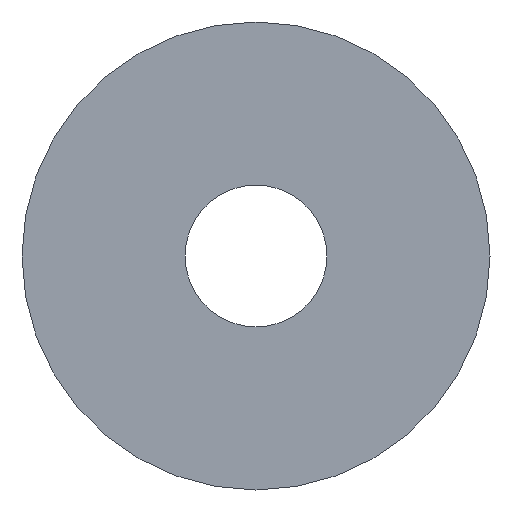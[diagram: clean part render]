
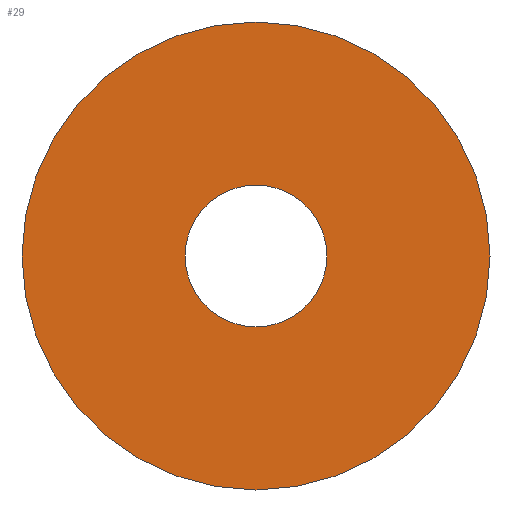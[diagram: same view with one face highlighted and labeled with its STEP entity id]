
A CAD part, left-side view. The second image highlights one B-rep face of the part: STEP entity #29.
In plain terms, the highlighted planar face has unit normal (-1, 0, 0).
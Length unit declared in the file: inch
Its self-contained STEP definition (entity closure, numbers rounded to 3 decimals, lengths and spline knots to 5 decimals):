
#7 = EDGE_CURVE ( 'NONE', #194, #37, #59, .T. ) ;
#15 = CARTESIAN_POINT ( 'NONE',  ( 0., 0., 0. ) ) ;
#22 = AXIS2_PLACEMENT_3D ( 'NONE', #15, #116, #228 ) ;
#29 = ADVANCED_FACE ( 'NONE', ( #163, #209 ), #303, .F. ) ;
#33 = CIRCLE ( 'NONE', #22, 1.51563 ) ;
#34 = VERTEX_POINT ( 'NONE', #253 ) ;
#37 = VERTEX_POINT ( 'NONE', #204 ) ;
#59 = CIRCLE ( 'NONE', #224, 5. ) ;
#67 = ORIENTED_EDGE ( 'NONE', *, *, #205, .T. ) ;
#83 = DIRECTION ( 'NONE',  ( 0., 0., -1. ) ) ;
#86 = EDGE_CURVE ( 'NONE', #34, #280, #33, .T. ) ;
#104 = CARTESIAN_POINT ( 'NONE',  ( 0., 0., 5. ) ) ;
#106 = CARTESIAN_POINT ( 'NONE',  ( 0., 0., -1.51563 ) ) ;
#111 = AXIS2_PLACEMENT_3D ( 'NONE', #259, #141, #83 ) ;
#114 = EDGE_LOOP ( 'NONE', ( #67, #227 ) ) ;
#116 = DIRECTION ( 'NONE',  ( 1., 0., 0. ) ) ;
#131 = ORIENTED_EDGE ( 'NONE', *, *, #145, .T. ) ;
#135 = CIRCLE ( 'NONE', #295, 5. ) ;
#141 = DIRECTION ( 'NONE',  ( 1., 0., 0. ) ) ;
#145 = EDGE_CURVE ( 'NONE', #37, #194, #135, .T. ) ;
#152 = DIRECTION ( 'NONE',  ( -1., 0., 0. ) ) ;
#163 = FACE_BOUND ( 'NONE', #114, .T. ) ;
#191 = AXIS2_PLACEMENT_3D ( 'NONE', #230, #281, #208 ) ;
#194 = VERTEX_POINT ( 'NONE', #104 ) ;
#195 = ORIENTED_EDGE ( 'NONE', *, *, #7, .T. ) ;
#204 = CARTESIAN_POINT ( 'NONE',  ( 0., 0., -5. ) ) ;
#205 = EDGE_CURVE ( 'NONE', #280, #34, #263, .T. ) ;
#207 = DIRECTION ( 'NONE',  ( -1., 0., 0. ) ) ;
#208 = DIRECTION ( 'NONE',  ( 0., 0., -1. ) ) ;
#209 = FACE_OUTER_BOUND ( 'NONE', #248, .T. ) ;
#224 = AXIS2_PLACEMENT_3D ( 'NONE', #283, #207, #257 ) ;
#227 = ORIENTED_EDGE ( 'NONE', *, *, #86, .T. ) ;
#228 = DIRECTION ( 'NONE',  ( 0., 0., -1. ) ) ;
#230 = CARTESIAN_POINT ( 'NONE',  ( 0., 5., 0. ) ) ;
#248 = EDGE_LOOP ( 'NONE', ( #195, #131 ) ) ;
#251 = DIRECTION ( 'NONE',  ( 0., 0., 1. ) ) ;
#253 = CARTESIAN_POINT ( 'NONE',  ( 0., 0., 1.51563 ) ) ;
#257 = DIRECTION ( 'NONE',  ( 0., 0., 1. ) ) ;
#259 = CARTESIAN_POINT ( 'NONE',  ( 0., 0., 0. ) ) ;
#263 = CIRCLE ( 'NONE', #111, 1.51563 ) ;
#280 = VERTEX_POINT ( 'NONE', #106 ) ;
#281 = DIRECTION ( 'NONE',  ( 1., 0., 0. ) ) ;
#283 = CARTESIAN_POINT ( 'NONE',  ( 0., 0., 0. ) ) ;
#295 = AXIS2_PLACEMENT_3D ( 'NONE', #297, #152, #251 ) ;
#297 = CARTESIAN_POINT ( 'NONE',  ( 0., 0., 0. ) ) ;
#303 = PLANE ( 'NONE',  #191 ) ;
